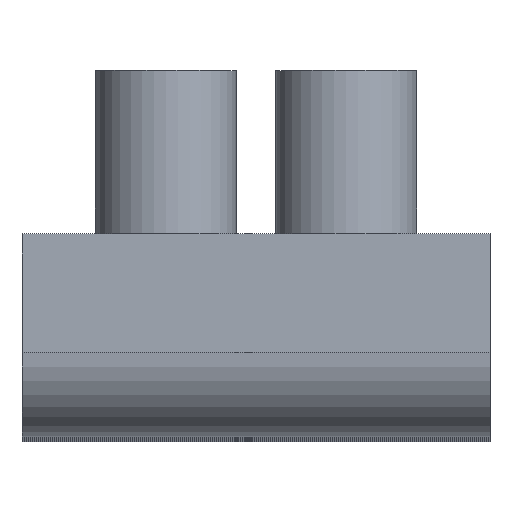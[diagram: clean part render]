
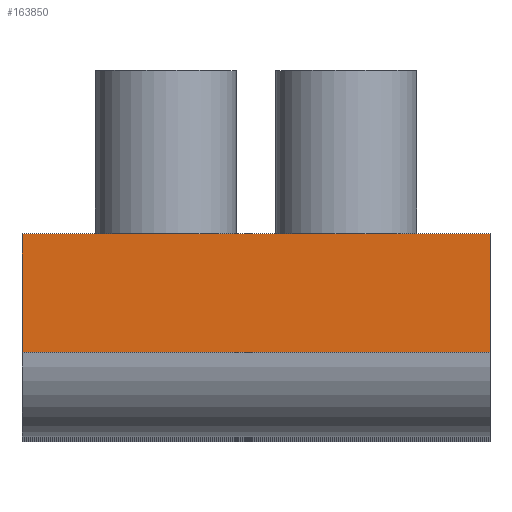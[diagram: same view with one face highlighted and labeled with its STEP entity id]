
A CAD part, top view. The second image highlights one B-rep face of the part: STEP entity #163850.
In plain terms, the highlighted planar face has unit normal (0, 0, 1).
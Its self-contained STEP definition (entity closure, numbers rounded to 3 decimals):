
#15690=CARTESIAN_POINT('',(16.256,42.943,89.));
#15700=VERTEX_POINT('',#15690);
#15730=CARTESIAN_POINT('',(0.,42.943,89.));
#15740=DIRECTION('',(1.,0.,-0.));
#15750=VECTOR('',#15740,1.);
#15760=LINE('',#15730,#15750);
#15770=CARTESIAN_POINT('',(-0.344,42.943,89.));
#15780=VERTEX_POINT('',#15770);
#15790=EDGE_CURVE('',#15780,#15700,#15760,.T.);
#156340=CARTESIAN_POINT('',(16.256,38.743,89.));
#156350=VERTEX_POINT('',#156340);
#157680=CARTESIAN_POINT('',(-0.344,38.743,89.));
#157690=VERTEX_POINT('',#157680);
#157720=CARTESIAN_POINT('',(0.,38.743,89.));
#157730=DIRECTION('',(1.,0.,-0.));
#157740=VECTOR('',#157730,1.);
#157750=LINE('',#157720,#157740);
#157760=EDGE_CURVE('',#157690,#156350,#157750,.T.);
#158530=CARTESIAN_POINT('',(-0.344,42.943,89.));
#158540=DIRECTION('',(0.,-1.,0.));
#158550=VECTOR('',#158540,1.);
#158560=LINE('',#158530,#158550);
#158570=EDGE_CURVE('',#15780,#157690,#158560,.T.);
#163690=CARTESIAN_POINT('',(0.,0.,89.));
#163700=DIRECTION('',(0.,0.,1.));
#163710=DIRECTION('',(1.,0.,0.));
#163720=AXIS2_PLACEMENT_3D('',#163690,#163700,#163710);
#163730=PLANE('',#163720);
#163740=CARTESIAN_POINT('',(16.256,34.943,89.));
#163750=DIRECTION('',(0.,1.,0.));
#163760=VECTOR('',#163750,1.);
#163770=LINE('',#163740,#163760);
#163780=EDGE_CURVE('',#156350,#15700,#163770,.T.);
#163790=ORIENTED_EDGE('',*,*,#163780,.T.);
#163800=ORIENTED_EDGE('',*,*,#157760,.T.);
#163810=ORIENTED_EDGE('',*,*,#158570,.T.);
#163820=ORIENTED_EDGE('',*,*,#15790,.F.);
#163830=EDGE_LOOP('',(#163820,#163810,#163800,#163790));
#163840=FACE_OUTER_BOUND('',#163830,.T.);
#163850=ADVANCED_FACE('',(#163840),#163730,.T.);
